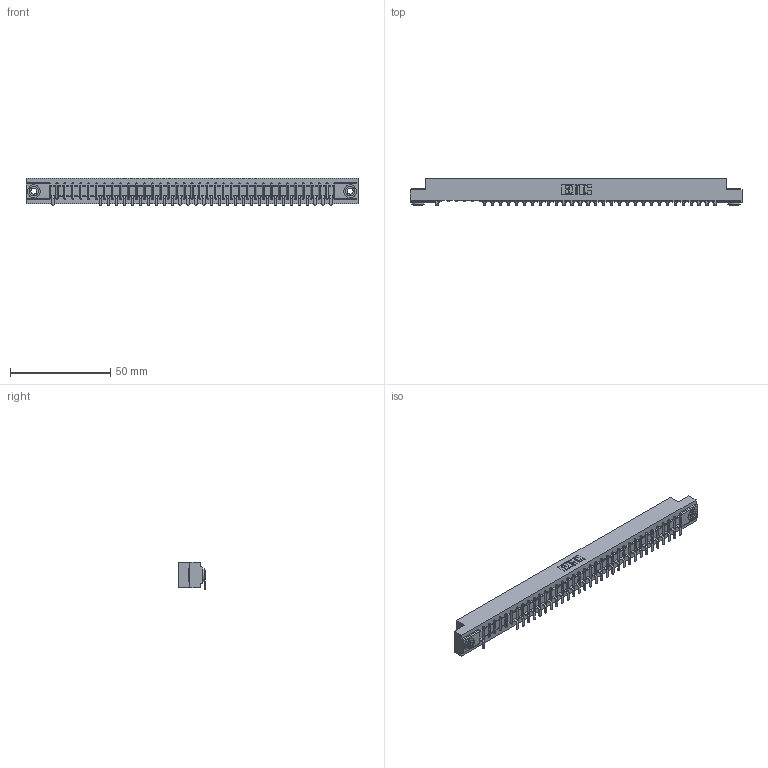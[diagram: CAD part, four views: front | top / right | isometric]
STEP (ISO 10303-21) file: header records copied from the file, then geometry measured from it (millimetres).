
FILE_DESCRIPTION (( 'STEP AP203' ), '1' );
FILE_NAME ('357-036-553-103.STEP', '2018-08-10T05:50:35', ( '' ), ( '' ), 'SwSTEP 2.0', 'SolidWorks 2016', '' );
FILE_SCHEMA (( 'CONFIG_CONTROL_DESIGN' ));
Length unit declared in the file: inch
Products named in the file (4): 307 Part_.156 Dia Mounting Holes; 307-290-002_553; 345-250-002_345-250-002-102; 357-036-553-103
Assembly tree (34 placements, depth 2):
  357-036-553-103
    307 Part_.156 Dia Mounting Holes
    307-290-002_553  x31
    345-250-002_345-250-002-102  x2
Bounding box: 165.66 x 13.36 x 13.5 mm (x, y, z)
Volume: 17539.3 mm3; surface area: 21239.2 mm2
Topology: 34 solids, 34 shells, 2725 faces, 8319 edges, 5442 vertices
Faces by surface type: plane 1611, cylinder 1032, sphere 74, cone 8
Entity records: 33361 total; most frequent: CARTESIAN_POINT 5628, ORIENTED_EDGE 5614, DIRECTION 5481, EDGE_CURVE 2807, LINE 2139, VECTOR 2139, VERTEX_POINT 1818, AXIS2_PLACEMENT_3D 1671
